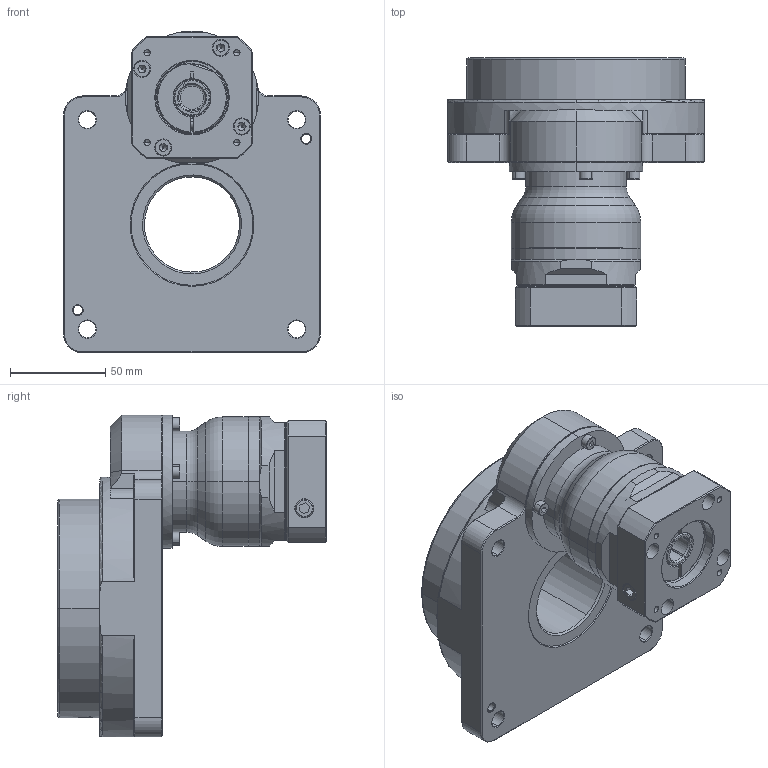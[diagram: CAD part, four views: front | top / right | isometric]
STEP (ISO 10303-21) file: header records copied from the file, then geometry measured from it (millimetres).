
FILE_DESCRIPTION (( 'STEP AP203' ), '1' );
FILE_NAME ('HLMT135-100-N23FB.step', '2017-07-17T07:26:49', ( 'JVL' ), ( '' ), 'SwSTEP 2.0', 'SolidWorks 2016', '' );
FILE_SCHEMA (( 'CONFIG_CONTROL_DESIGN' ));
Length unit declared in the file: millimetre
Products named in the file (1): HLMT135-100-N23FB
Bounding box: 135 x 141 x 169.1 mm (x, y, z)
Volume: 813795.2 mm3; surface area: 159676.7 mm2
Topology: 1 solids, 19 shells, 885 faces, 2159 edges, 1290 vertices
Faces by surface type: plane 312, cylinder 270, cone 263, torus 40
Entity records: 26303 total; most frequent: CARTESIAN_POINT 5288, DIRECTION 4684, ORIENTED_EDGE 4178, EDGE_CURVE 2089, AXIS2_PLACEMENT_3D 1862, VERTEX_POINT 1290, EDGE_LOOP 995, CIRCLE 976
